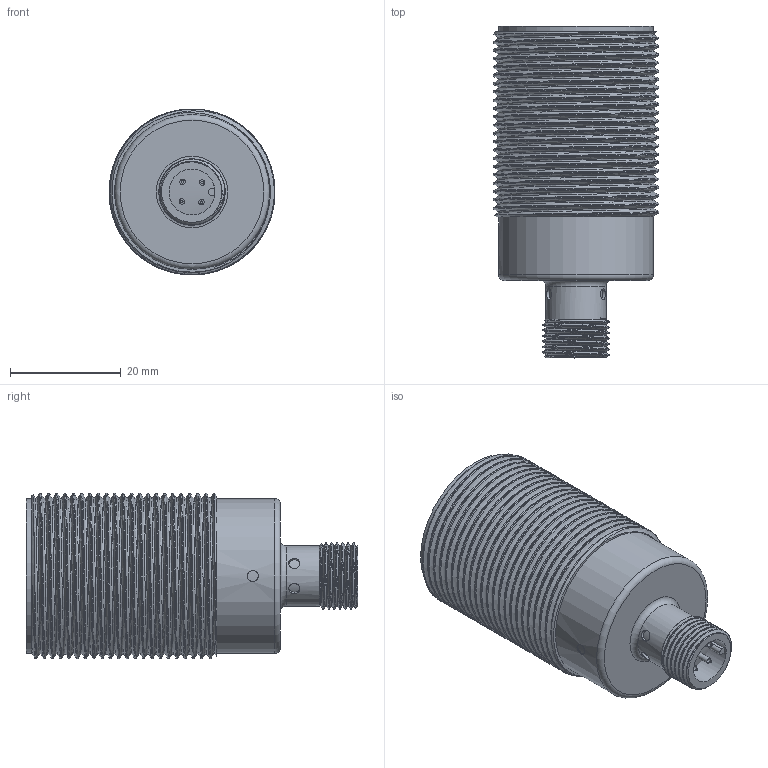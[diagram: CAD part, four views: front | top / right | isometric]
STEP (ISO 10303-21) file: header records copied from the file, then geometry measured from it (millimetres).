
FILE_DESCRIPTION(/* description */ ('DISO X xxx'),/* implementation_level */ '2;1');
FILE_NAME(/* name */ 'ipf_z3d_UT309520.stp',/* time_stamp */ '2021-03-25T16:48:09+01:00',/* author */ ('g.aydin'),/* organization */ ('di-soric GmbH & Co. KG'),/* preprocessor_version */ 'ST-DEVELOPER v18.1',/* originating_system */ 'Autodesk Inventor 2021',/* authorisation */ '');
FILE_SCHEMA (('AUTOMOTIVE_DESIGN { 1 0 10303 214 3 1 1 }'));
Length unit declared in the file: millimetre
Products named in the file (1): ipf_z3d_UT309520
Bounding box: 30 x 60 x 30 mm (x, y, z)
Volume: 30672 mm3; surface area: 8776.3 mm2
Topology: 1 solids, 14 shells, 412 faces, 1127 edges, 754 vertices
Faces by surface type: plane 313, cylinder 58, cone 28, bspline 11, torus 2
Full cylindrical faces by diameter (mm): 1 x11, 1.05 x11, 1.5 x4, 2 x5, 3 x1, 7.8 x1, 8.3 x1, 9.8 x1, 10.78 x8, 10.9 x1, 19.9 x1, 28 x2
Entity records: 27423 total; most frequent: CARTESIAN_POINT 16756, ORIENTED_EDGE 2244, DIRECTION 1989, EDGE_CURVE 1122, LINE 869, VECTOR 869, VERTEX_POINT 754, AXIS2_PLACEMENT_3D 560
